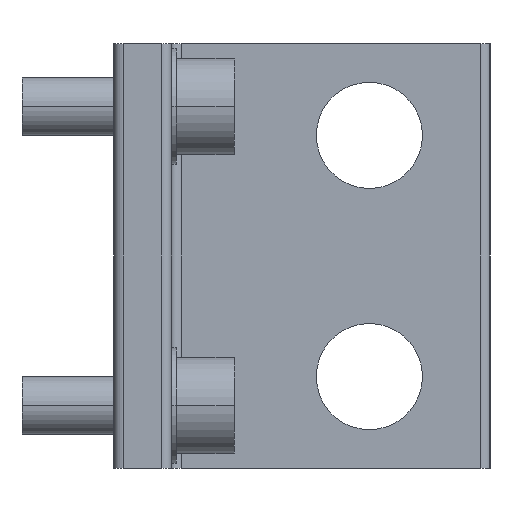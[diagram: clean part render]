
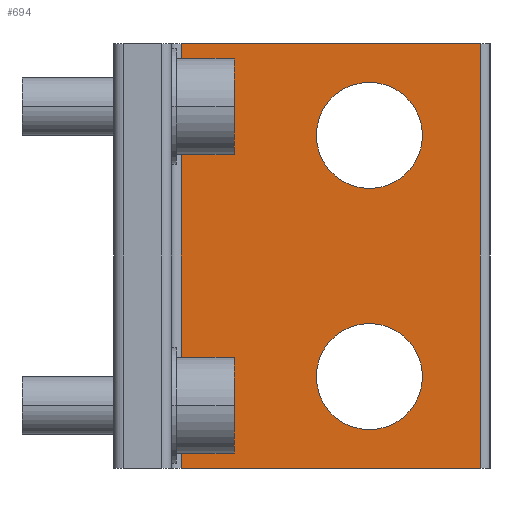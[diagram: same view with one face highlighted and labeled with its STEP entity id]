
A CAD part, left-side view. The second image highlights one B-rep face of the part: STEP entity #694.
In plain terms, the highlighted planar face has unit normal (-1, 0, 0).
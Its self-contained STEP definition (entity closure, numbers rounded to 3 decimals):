
#105=AXIS2_PLACEMENT_3D('Circle Axis2P3D',#103,#104,$) ;
#131=AXIS2_PLACEMENT_3D('Circle Axis2P3D',#129,#130,$) ;
#162=AXIS2_PLACEMENT_3D('Circle Axis2P3D',#160,#161,$) ;
#188=AXIS2_PLACEMENT_3D('Circle Axis2P3D',#186,#187,$) ;
#659=AXIS2_PLACEMENT_3D('Plane Axis2P3D',#656,#657,#658) ;
#98=CARTESIAN_POINT('Vertex',(-77.5,-124.,48.501)) ;
#103=CARTESIAN_POINT('Axis2P3D Location',(-77.5,-118.5,48.501)) ;
#107=CARTESIAN_POINT('Vertex',(-77.5,-113.,48.501)) ;
#129=CARTESIAN_POINT('Axis2P3D Location',(-77.5,-118.5,48.501)) ;
#155=CARTESIAN_POINT('Vertex',(-77.5,-124.,23.501)) ;
#160=CARTESIAN_POINT('Axis2P3D Location',(-77.5,-118.5,23.501)) ;
#164=CARTESIAN_POINT('Vertex',(-77.5,-113.,23.501)) ;
#186=CARTESIAN_POINT('Axis2P3D Location',(-77.5,-118.5,23.501)) ;
#383=CARTESIAN_POINT('Vertex',(-77.5,-99.,58.001)) ;
#399=CARTESIAN_POINT('Vertex',(-77.5,-99.,14.001)) ;
#402=CARTESIAN_POINT('Line Origine',(-77.5,-99.,36.001)) ;
#656=CARTESIAN_POINT('Axis2P3D Location',(-77.5,-98.,66.001)) ;
#661=CARTESIAN_POINT('Line Origine',(-77.5,-130.,36.001)) ;
#665=CARTESIAN_POINT('Vertex',(-77.5,-130.,58.001)) ;
#667=CARTESIAN_POINT('Vertex',(-77.5,-130.,14.001)) ;
#670=CARTESIAN_POINT('Line Origine',(-77.5,-114.5,58.001)) ;
#675=CARTESIAN_POINT('Line Origine',(-77.5,-114.5,14.001)) ;
#104=DIRECTION('Axis2P3D Direction',(1.,-0.,0.)) ;
#130=DIRECTION('Axis2P3D Direction',(1.,-0.,0.)) ;
#161=DIRECTION('Axis2P3D Direction',(1.,-0.,0.)) ;
#187=DIRECTION('Axis2P3D Direction',(1.,-0.,0.)) ;
#403=DIRECTION('Vector Direction',(0.,0.,1.)) ;
#657=DIRECTION('Axis2P3D Direction',(1.,0.,0.)) ;
#658=DIRECTION('Axis2P3D XDirection',(0.,-1.,0.)) ;
#662=DIRECTION('Vector Direction',(0.,0.,-1.)) ;
#671=DIRECTION('Vector Direction',(0.,-1.,0.)) ;
#676=DIRECTION('Vector Direction',(0.,-1.,0.)) ;
#404=VECTOR('Line Direction',#403,1.) ;
#663=VECTOR('Line Direction',#662,1.) ;
#672=VECTOR('Line Direction',#671,1.) ;
#677=VECTOR('Line Direction',#676,1.) ;
#681=ORIENTED_EDGE('',*,*,#669,.F.) ;
#682=ORIENTED_EDGE('',*,*,#674,.F.) ;
#683=ORIENTED_EDGE('',*,*,#406,.F.) ;
#684=ORIENTED_EDGE('',*,*,#679,.T.) ;
#687=ORIENTED_EDGE('',*,*,#133,.T.) ;
#688=ORIENTED_EDGE('',*,*,#109,.T.) ;
#691=ORIENTED_EDGE('',*,*,#190,.T.) ;
#692=ORIENTED_EDGE('',*,*,#166,.T.) ;
#689=FACE_BOUND('',#686,.T.) ;
#693=FACE_BOUND('',#690,.T.) ;
#694=ADVANCED_FACE('RA4760001_1PA_001_01_TERMINALE_ORIZZONTALE-VERTICALE',(#685,#689,#693),#660,.F.) ;
#106=CIRCLE('generated circle',#105,5.5) ;
#132=CIRCLE('generated circle',#131,5.5) ;
#163=CIRCLE('generated circle',#162,5.5) ;
#189=CIRCLE('generated circle',#188,5.5) ;
#109=EDGE_CURVE('',#108,#99,#106,.T.) ;
#133=EDGE_CURVE('',#99,#108,#132,.T.) ;
#166=EDGE_CURVE('',#165,#156,#163,.T.) ;
#190=EDGE_CURVE('',#156,#165,#189,.T.) ;
#406=EDGE_CURVE('',#400,#384,#405,.T.) ;
#669=EDGE_CURVE('',#666,#668,#664,.T.) ;
#674=EDGE_CURVE('',#384,#666,#673,.T.) ;
#679=EDGE_CURVE('',#400,#668,#678,.T.) ;
#680=EDGE_LOOP('',(#681,#682,#683,#684)) ;
#686=EDGE_LOOP('',(#687,#688)) ;
#690=EDGE_LOOP('',(#691,#692)) ;
#685=FACE_OUTER_BOUND('',#680,.T.) ;
#405=LINE('Line',#402,#404) ;
#664=LINE('Line',#661,#663) ;
#673=LINE('Line',#670,#672) ;
#678=LINE('Line',#675,#677) ;
#660=PLANE('',#659) ;
#99=VERTEX_POINT('',#98) ;
#108=VERTEX_POINT('',#107) ;
#156=VERTEX_POINT('',#155) ;
#165=VERTEX_POINT('',#164) ;
#384=VERTEX_POINT('',#383) ;
#400=VERTEX_POINT('',#399) ;
#666=VERTEX_POINT('',#665) ;
#668=VERTEX_POINT('',#667) ;
